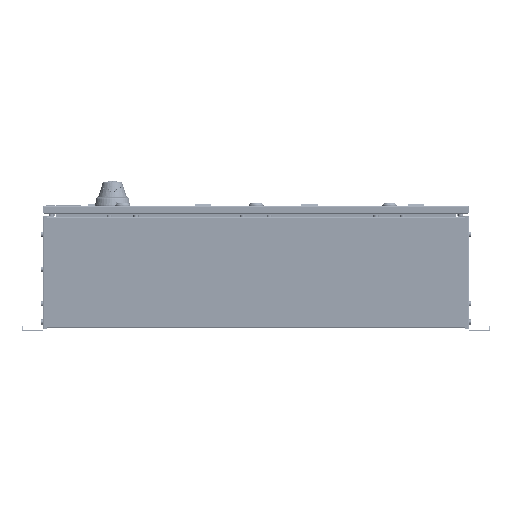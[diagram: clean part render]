
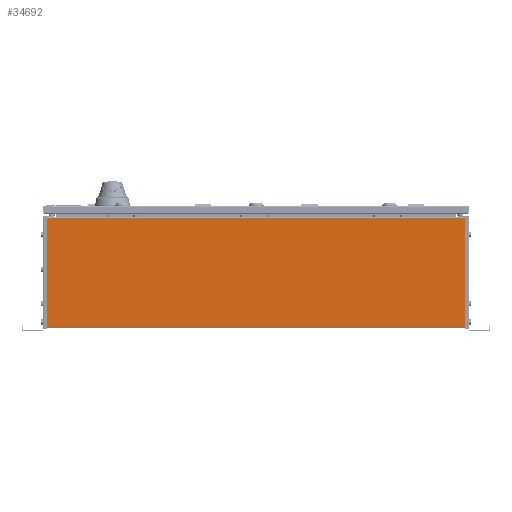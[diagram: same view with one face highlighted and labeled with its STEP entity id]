
A CAD part, left-side view. The second image highlights one B-rep face of the part: STEP entity #34692.
In plain terms, the highlighted planar face has unit normal (-1, 0, 0).
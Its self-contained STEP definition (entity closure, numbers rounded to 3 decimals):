
#758=DIRECTION('',(0.,1.,0.));
#759=VECTOR('',#758,792.);
#760=CARTESIAN_POINT('',(-600.,-496.,101.521));
#761=LINE('',#760,#759);
#765=DIRECTION('',(0.,0.,1.));
#766=VECTOR('',#765,203.521);
#767=CARTESIAN_POINT('',(-600.,-496.,
-102.));
#768=LINE('',#767,#766);
#772=DIRECTION('',(0.,-1.,0.));
#773=VECTOR('',#772,792.);
#774=CARTESIAN_POINT('',(-600.,296.,-102.));
#775=LINE('',#774,#773);
#779=DIRECTION('',(0.,0.,-1.));
#780=VECTOR('',#779,203.521);
#781=CARTESIAN_POINT('',(-600.,296.,101.521));
#782=LINE('',#781,#780);
#1109=CARTESIAN_POINT('',(-600.,-496.,
101.521));
#31343=CARTESIAN_POINT('',(-600.,-496.,
-102.));
#31345=VERTEX_POINT('',#31343);
#31440=CARTESIAN_POINT('',(-600.,296.,
101.521));
#31442=VERTEX_POINT('',#31440);
#31557=VERTEX_POINT('',#1109);
#31586=CARTESIAN_POINT('',(-600.,296.,
-102.));
#31587=VERTEX_POINT('',#31586);
#34678=CARTESIAN_POINT('',(-600.,-100.,-0.24));
#34679=DIRECTION('',(1.,0.,0.));
#34680=DIRECTION('',(0.,-1.,0.));
#34681=AXIS2_PLACEMENT_3D('',#34678,#34679,#34680);
#34682=PLANE('',#34681);
#34684=ORIENTED_EDGE('',*,*,#34683,.F.);
#34686=ORIENTED_EDGE('',*,*,#34685,.F.);
#34688=ORIENTED_EDGE('',*,*,#34687,.F.);
#34689=ORIENTED_EDGE('',*,*,#34644,.F.);
#34690=EDGE_LOOP('',(#34684,#34686,#34688,#34689));
#34691=FACE_OUTER_BOUND('',#34690,.F.);
#34692=ADVANCED_FACE('',(#34691),#34682,.F.);
#34644=EDGE_CURVE('',#31442,#31587,#782,.T.);
#34683=EDGE_CURVE('',#31557,#31442,#761,.T.);
#34685=EDGE_CURVE('',#31345,#31557,#768,.T.);
#34687=EDGE_CURVE('',#31587,#31345,#775,.T.);
